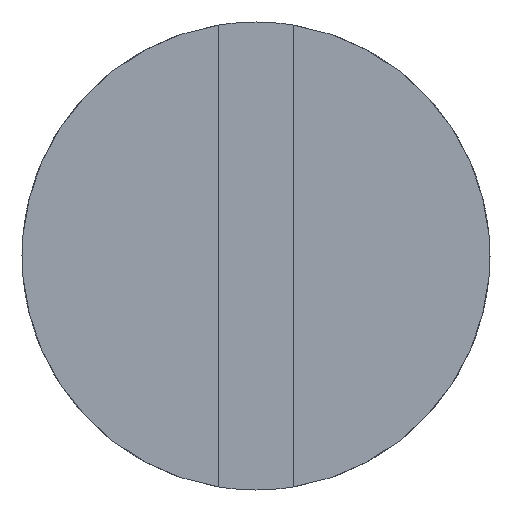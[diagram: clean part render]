
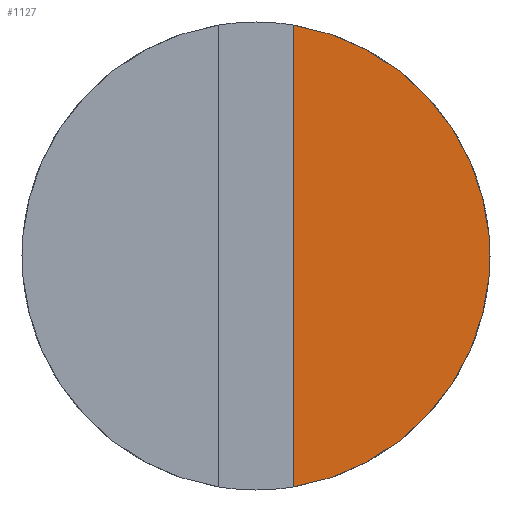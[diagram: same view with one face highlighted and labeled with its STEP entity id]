
A CAD part, left-side view. The second image highlights one B-rep face of the part: STEP entity #1127.
In plain terms, the highlighted planar face has unit normal (-1, 0, 0).
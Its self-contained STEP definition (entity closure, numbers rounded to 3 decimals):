
#72 = CARTESIAN_POINT ( 'NONE',  ( 0., 0., 0. ) ) ;
#212 = DIRECTION ( 'NONE',  ( 0., 0., 1. ) ) ;
#264 = EDGE_CURVE ( 'NONE', #847, #1646, #1804, .T. ) ;
#290 = VECTOR ( 'NONE', #894, 1000. ) ;
#581 = CARTESIAN_POINT ( 'NONE',  ( 0., -0.4, -2.5 ) ) ;
#597 = DIRECTION ( 'NONE',  ( 0., 0., -1. ) ) ;
#775 = FACE_OUTER_BOUND ( 'NONE', #1208, .T. ) ;
#829 = AXIS2_PLACEMENT_3D ( 'NONE', #72, #1568, #212 ) ;
#847 = VERTEX_POINT ( 'NONE', #965 ) ;
#894 = DIRECTION ( 'NONE',  ( 0., 0., -1. ) ) ;
#914 = DIRECTION ( 'NONE',  ( 1., 0., 0. ) ) ;
#943 = CARTESIAN_POINT ( 'NONE',  ( 0., 2.5, 0. ) ) ;
#965 = CARTESIAN_POINT ( 'NONE',  ( 0., -0.4, -2.468 ) ) ;
#1037 = LINE ( 'NONE', #581, #290 ) ;
#1127 = ADVANCED_FACE ( 'NONE', ( #775 ), #1836, .F. ) ;
#1208 = EDGE_LOOP ( 'NONE', ( #1907, #1284 ) ) ;
#1284 = ORIENTED_EDGE ( 'NONE', *, *, #264, .T. ) ;
#1568 = DIRECTION ( 'NONE',  ( -1., 0., 0. ) ) ;
#1594 = CARTESIAN_POINT ( 'NONE',  ( 0., -0.4, 2.468 ) ) ;
#1646 = VERTEX_POINT ( 'NONE', #1594 ) ;
#1804 = CIRCLE ( 'NONE', #829, 2.5 ) ;
#1836 = PLANE ( 'NONE',  #1888 ) ;
#1860 = EDGE_CURVE ( 'NONE', #1646, #847, #1037, .T. ) ;
#1888 = AXIS2_PLACEMENT_3D ( 'NONE', #943, #914, #597 ) ;
#1907 = ORIENTED_EDGE ( 'NONE', *, *, #1860, .T. ) ;
